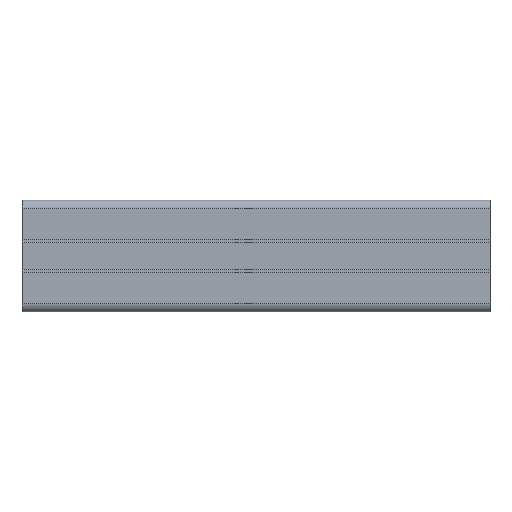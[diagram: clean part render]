
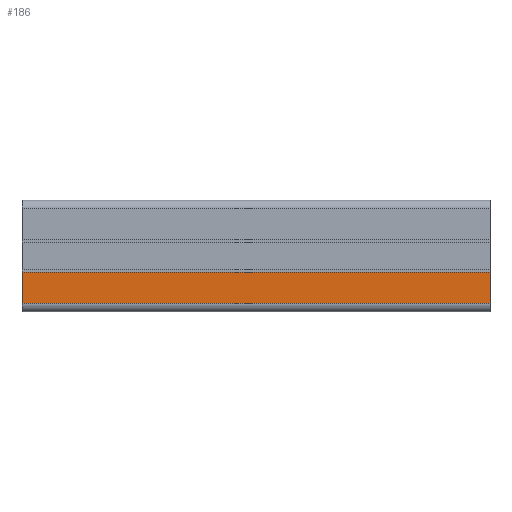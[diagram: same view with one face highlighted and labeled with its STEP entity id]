
A CAD part, front view. The second image highlights one B-rep face of the part: STEP entity #186.
In plain terms, the highlighted planar face has unit normal (0, -1, 0).
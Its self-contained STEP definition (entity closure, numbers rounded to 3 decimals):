
#186=ADVANCED_FACE('',(#466),#467,.T.);
#466=FACE_OUTER_BOUND('',#802,.T.);
#467=PLANE('',#803);
#802=EDGE_LOOP('',(#1873,#1874,#1875,#1876));
#803=AXIS2_PLACEMENT_3D('',#1877,#1878,#1879);
#1873=ORIENTED_EDGE('',*,*,#2481,.T.);
#1874=ORIENTED_EDGE('',*,*,#2724,.F.);
#1875=ORIENTED_EDGE('',*,*,#2725,.T.);
#1876=ORIENTED_EDGE('',*,*,#2726,.T.);
#1877=CARTESIAN_POINT('',(0.0,-20.0,-11.4));
#1878=DIRECTION('',(0.0,-1.0,0.0));
#1879=DIRECTION('',(0.0,0.0,-1.0));
#2481=EDGE_CURVE('',#3051,#3052,#3053,.T.);
#2724=EDGE_CURVE('',#3466,#3052,#3467,.T.);
#2725=EDGE_CURVE('',#3466,#3468,#3469,.T.);
#2726=EDGE_CURVE('',#3468,#3051,#3470,.T.);
#3051=VERTEX_POINT('',#4060);
#3052=VERTEX_POINT('',#4061);
#3053=LINE('',#4062,#4063);
#3466=VERTEX_POINT('',#4698);
#3467=LINE('',#4699,#4700);
#3468=VERTEX_POINT('',#4701);
#3469=LINE('',#4702,#4703);
#3470=LINE('',#4704,#4705);
#4060=CARTESIAN_POINT('',(168.0,-20.0,-17.0));
#4061=CARTESIAN_POINT('',(168.0,-20.0,-5.8));
#4062=CARTESIAN_POINT('',(168.0,-20.0,-5.8));
#4063=VECTOR('',#5149,1.0);
#4698=CARTESIAN_POINT('',(0.0,-20.0,-5.8));
#4699=CARTESIAN_POINT('',(0.0,-20.0,-5.8));
#4700=VECTOR('',#5432,1.0);
#4701=CARTESIAN_POINT('',(0.0,-20.0,-17.0));
#4702=CARTESIAN_POINT('',(0.0,-20.0,-5.8));
#4703=VECTOR('',#5433,1.0);
#4704=CARTESIAN_POINT('',(0.0,-20.0,-17.0));
#4705=VECTOR('',#5434,1.0);
#5149=DIRECTION('',(0.0,0.0,1.0));
#5432=DIRECTION('',(1.0,0.0,0.0));
#5433=DIRECTION('',(0.0,0.0,-1.0));
#5434=DIRECTION('',(1.0,0.0,0.0));
